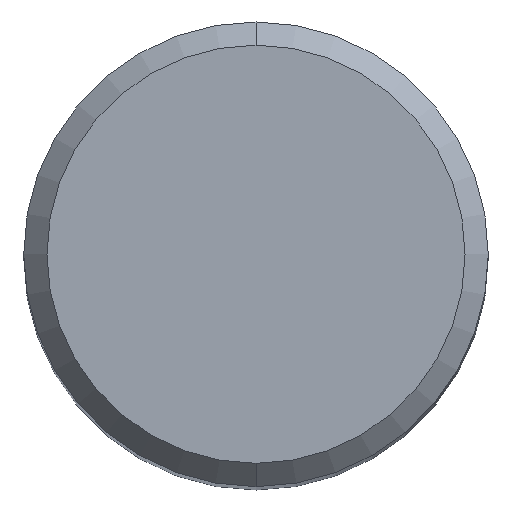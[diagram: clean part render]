
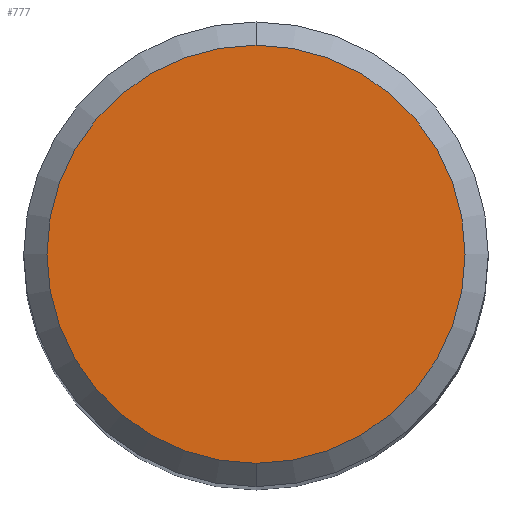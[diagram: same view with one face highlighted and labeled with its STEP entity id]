
A CAD part, top view. The second image highlights one B-rep face of the part: STEP entity #777.
In plain terms, the highlighted planar face has unit normal (0, 0, 1).
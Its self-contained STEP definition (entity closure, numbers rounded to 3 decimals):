
#637=EDGE_CURVE('',#805,#893,#1265,.T.);
#715=EDGE_CURVE('',#893,#805,#1348,.T.);
#777=ADVANCED_FACE('',(#1415),#1416,.T.);
#805=VERTEX_POINT('',#1448);
#893=VERTEX_POINT('',#1542);
#1265=CIRCLE('',#5271,7.2);
#1348=CIRCLE('',#5968,7.2);
#1415=FACE_OUTER_BOUND('',#7404,.T.);
#1416=PLANE('',#7405);
#1448=CARTESIAN_POINT('',(0.,-7.2,0.0));
#1542=CARTESIAN_POINT('',(0.0,7.2,0.0));
#5271=AXIS2_PLACEMENT_3D('',#9417,#9418,#9419);
#5968=AXIS2_PLACEMENT_3D('',#9485,#9486,#9487);
#7404=EDGE_LOOP('',(#9561,#9562));
#7405=AXIS2_PLACEMENT_3D('',#9563,#9564,#9565);
#9417=CARTESIAN_POINT('',(0.0,0.0,0.0));
#9418=DIRECTION('',(0.0,0.0,-1.0));
#9419=DIRECTION('',(0.0,1.0,0.0));
#9485=CARTESIAN_POINT('',(0.0,0.0,0.0));
#9486=DIRECTION('',(0.0,0.0,-1.0));
#9487=DIRECTION('',(0.0,1.0,0.0));
#9561=ORIENTED_EDGE('',*,*,#715,.F.);
#9562=ORIENTED_EDGE('',*,*,#637,.F.);
#9563=CARTESIAN_POINT('',(0.0,3.6,0.0));
#9564=DIRECTION('',(-0.0,0.0,1.0));
#9565=DIRECTION('',(0.0,-1.0,0.0));
